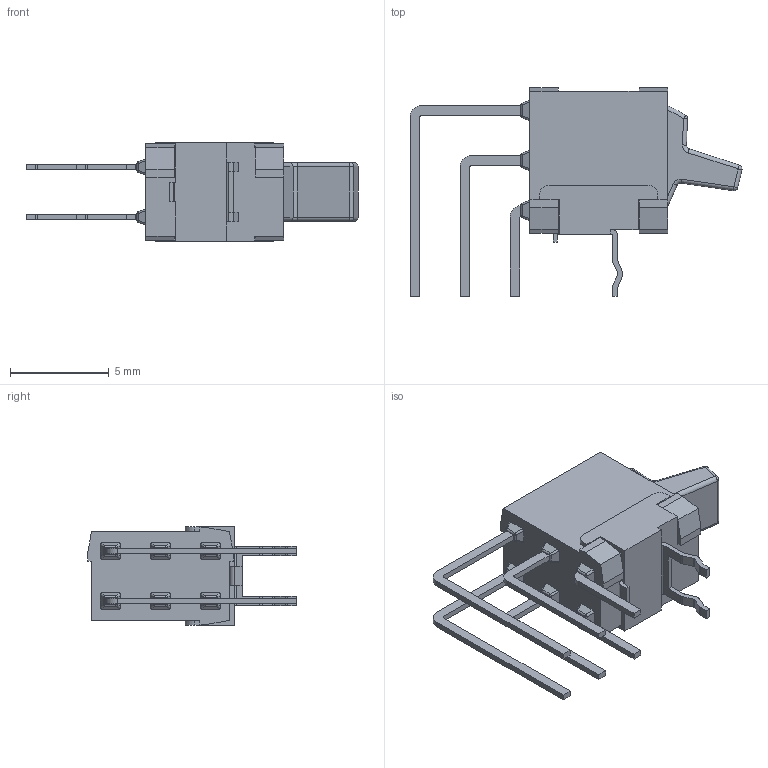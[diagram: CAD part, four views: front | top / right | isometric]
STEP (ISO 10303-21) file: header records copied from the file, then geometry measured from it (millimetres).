
FILE_DESCRIPTION((' '),'2;1');
FILE_NAME('400UDP1L1xxxM7RE.stp','2017-08-02T08:20:40',(' '),(' '),' ','ACIS',' ');
FILE_SCHEMA(('CONFIG_CONTROL_DESIGN'));
Length unit declared in the file: inch
Products named in the file (3): 400UDP1L1xxxM7RE.stp; Body1; Body2
Assembly tree (2 placements, depth 2):
  400UDP1L1xxxM7RE.stp
    Body1
    Body2
Bounding box: 16.85 x 10.6 x 5 mm (x, y, z)
Volume: 213.9 mm3; surface area: 511.6 mm2
Topology: 2 solids, 2 shells, 313 faces, 764 edges, 468 vertices
Faces by surface type: plane 175, cylinder 98, sphere 32, torus 8
Entity records: 9434 total; most frequent: DIRECTION 1616, CARTESIAN_POINT 1550, ORIENTED_EDGE 1528, EDGE_CURVE 764, VECTOR 548, LINE 548, AXIS2_PLACEMENT_3D 534, VERTEX_POINT 468
